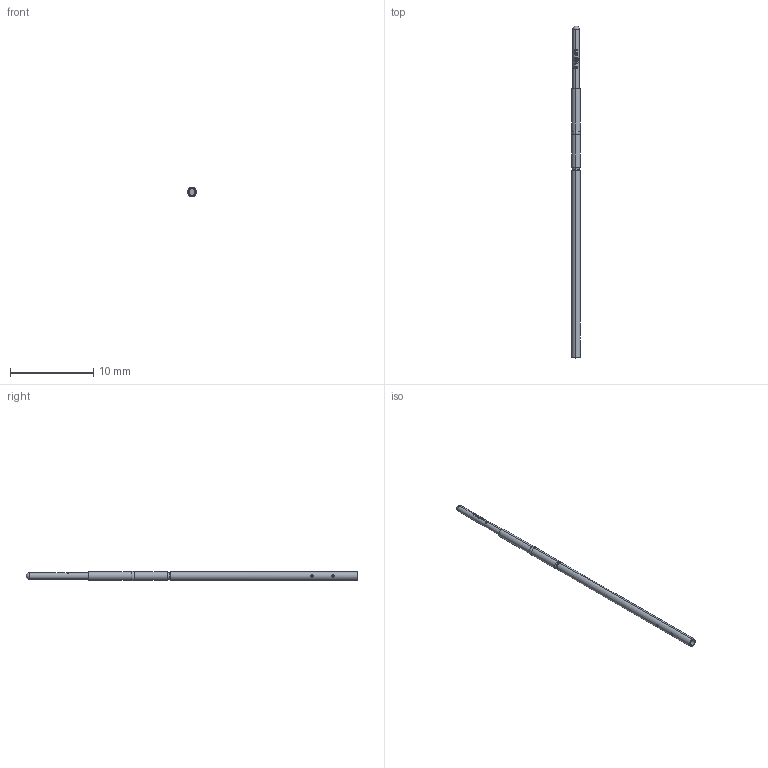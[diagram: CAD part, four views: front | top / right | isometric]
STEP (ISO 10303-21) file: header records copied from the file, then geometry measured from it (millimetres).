
FILE_DESCRIPTION (( 'STEP AP203' ), '1' );
FILE_NAME ('INGUN_GKS-181_305_080_A_xx05.STEP', '2022-01-26T13:23:49', ( 'ochi' ), ( '' ), 'SwSTEP 2.0', 'SolidWorks 2018', '' );
FILE_SCHEMA (( 'CONFIG_CONTROL_DESIGN' ));
Length unit declared in the file: millimetre
Products named in the file (1): INGUN_GKS-181_305_080_A_xx05
Bounding box: 1.09 x 39.8 x 1.1 mm (x, y, z)
Volume: 26 mm3; surface area: 134.2 mm2
Topology: 1 solids, 1 shells, 127 faces, 337 edges, 222 vertices
Faces by surface type: bspline 44, plane 39, cylinder 29, torus 6, sphere 5, cone 4
Entity records: 6928 total; most frequent: CARTESIAN_POINT 4293, ORIENTED_EDGE 668, EDGE_CURVE 334, DIRECTION 312, B_SPLINE_CURVE_WITH_KNOTS 246, VERTEX_POINT 220, AXIS2_PLACEMENT_3D 140, EDGE_LOOP 138
